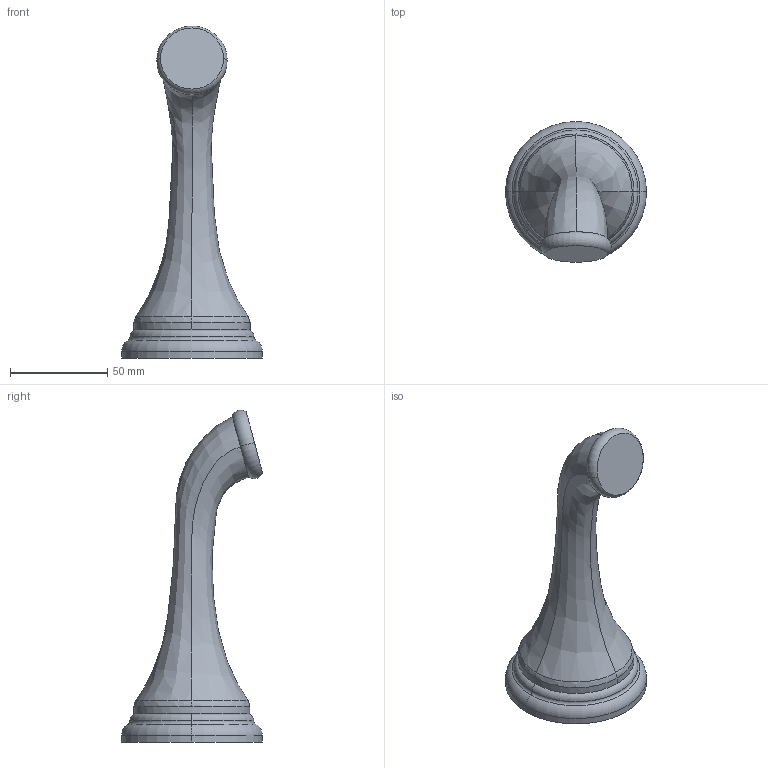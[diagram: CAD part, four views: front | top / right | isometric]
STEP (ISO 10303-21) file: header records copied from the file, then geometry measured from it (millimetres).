
FILE_DESCRIPTION((''),'2;1');
FILE_NAME('2201','2021-01-26T10:05:01',('rsmith'),(''),'CREO PARAMETRIC BY PTC INC, 2018400','CREO PARAMETRIC BY PTC INC, 2018400','');
FILE_SCHEMA(('AUTOMOTIVE_DESIGN { 1 0 10303 214 1 1 1 1 }'));
Length unit declared in the file: inch
Products named in the file (1): 2201
Bounding box: 72.39 x 72.45 x 170.47 mm (x, y, z)
Volume: 173290.4 mm3; surface area: 24460.2 mm2
Topology: 1 solids, 1 shells, 29 faces, 58 edges, 34 vertices
Faces by surface type: cylinder 8, torus 8, bspline 8, plane 5
Entity records: 2335 total; most frequent: CARTESIAN_POINT 1383, COLOUR_RGB 146, DIRECTION 116, ORIENTED_EDGE 116, PRESENTATION_STYLE_ASSIGNMENT 59, STYLED_ITEM 59, CURVE_STYLE 58, EDGE_CURVE 58
